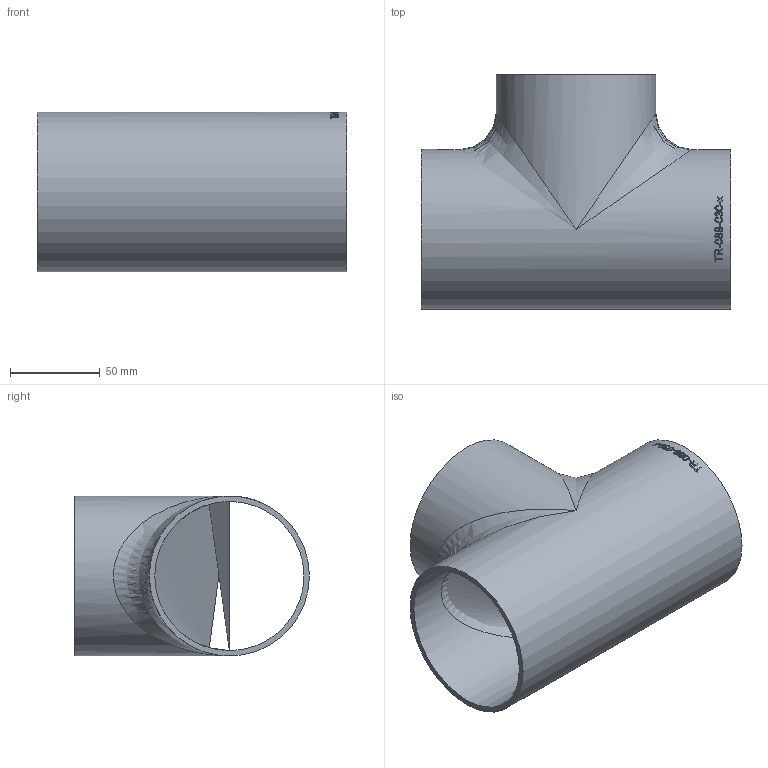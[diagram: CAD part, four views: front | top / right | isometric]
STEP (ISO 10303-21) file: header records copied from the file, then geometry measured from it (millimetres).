
FILE_DESCRIPTION (( 'STEP AP214' ), '1' );
FILE_NAME ('TR-088-030-x T-Stück Ø88,9x3,0 BL172 1910.STEP', '2019-10-15T12:57:19', ( '' ), ( '' ), 'SwSTEP 2.0', 'SolidWorks 2016', '' );
FILE_SCHEMA (( 'AUTOMOTIVE_DESIGN' ));
Length unit declared in the file: millimetre
Products named in the file (1): TR-088-030-x T-Stück Ø88,9x3,0 BL172 1910
Bounding box: 172 x 130.45 x 88.9 mm (x, y, z)
Volume: 162430.2 mm3; surface area: 110729.6 mm2
Topology: 1 solids, 1 shells, 164 faces, 430 edges, 278 vertices
Faces by surface type: bspline 104, plane 36, cylinder 24
Full cylindrical faces by diameter (mm): 82.9 x2, 88.9 x2
Entity records: 22796 total; most frequent: CARTESIAN_POINT 18108, ORIENTED_EDGE 826, EDGE_CURVE 413, B_SPLINE_CURVE_WITH_KNOTS 307, VERTEX_POINT 276, DIRECTION 266, EDGE_LOOP 193, FACE_OUTER_BOUND 168
